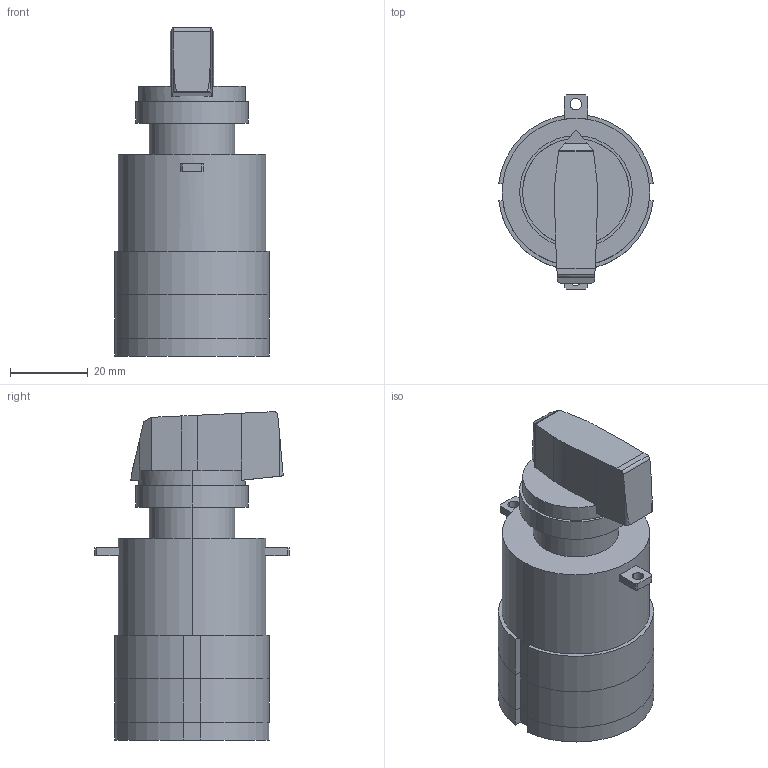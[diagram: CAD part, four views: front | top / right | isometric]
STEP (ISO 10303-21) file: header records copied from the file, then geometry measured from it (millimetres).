
FILE_DESCRIPTION((''),'2;1');
FILE_NAME('3d_7GN1292U11.stp','2012-10-02T14:30:11',(''),(''),'Mechanical Desktop 2011','Mechanical Desktop 2011',', , ');
FILE_SCHEMA(('CONFIG_CONTROL_DESIGN'));
Length unit declared in the file: millimetre
Products named in the file (1): Product
Bounding box: 39.76 x 50 x 84.5 mm (x, y, z)
Volume: 76376.8 mm3; surface area: 22634.1 mm2
Topology: 7 solids, 7 shells, 102 faces, 256 edges, 170 vertices
Faces by surface type: plane 60, cylinder 27, bspline 15
Entity records: 3177 total; most frequent: CARTESIAN_POINT 602, ORIENTED_EDGE 512, DIRECTION 508, EDGE_CURVE 256, VECTOR 180, LINE 180, VERTEX_POINT 170, AXIS2_PLACEMENT_3D 164
